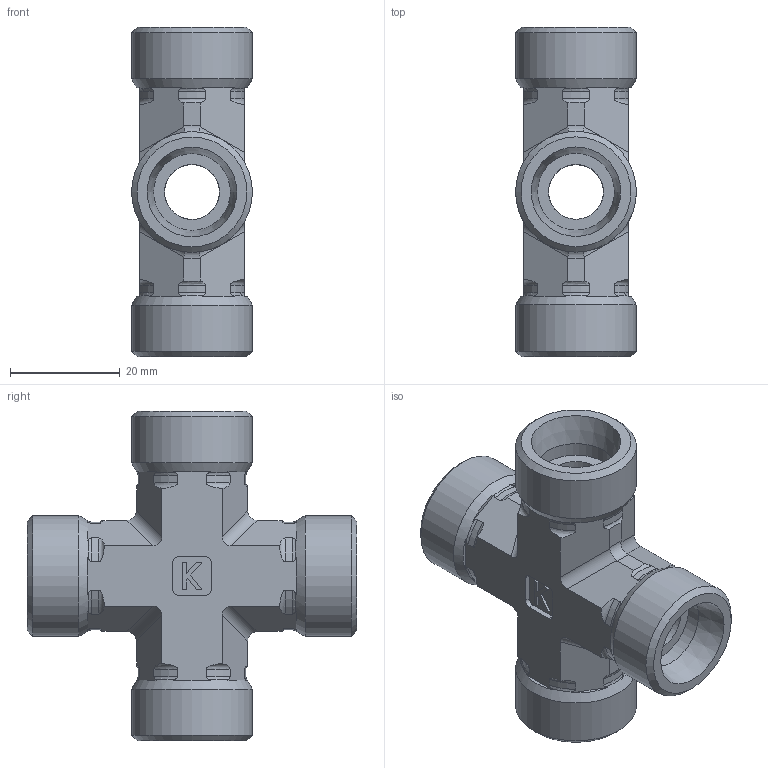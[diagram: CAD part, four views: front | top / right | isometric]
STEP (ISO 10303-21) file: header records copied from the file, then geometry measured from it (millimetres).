
FILE_DESCRIPTION((''),'2;1');
FILE_NAME('4931422.stp','2014-09-18T14:33:15',(''),('KNOMI spol. s r. o.'),'Autodesk Inventor 2012','Autodesk Inventor 2012','');
FILE_SCHEMA(('AUTOMOTIVE_DESIGN { 1 2 10303 214 0 1 1 1 }'));
Length unit declared in the file: millimetre
Products named in the file (1): KS3 14S 4xM22
Bounding box: 22 x 60 x 60 mm (x, y, z)
Volume: 22861.3 mm3; surface area: 11126.2 mm2
Topology: 1 solids, 1 shells, 204 faces, 588 edges, 390 vertices
Faces by surface type: plane 92, cylinder 52, torus 48, cone 12
Full cylindrical faces by diameter (mm): 10 x4, 14 x4, 22 x4
Entity records: 7062 total; most frequent: CARTESIAN_POINT 2039, ORIENTED_EDGE 1096, DIRECTION 990, EDGE_CURVE 548, AXIS2_PLACEMENT_3D 389, VERTEX_POINT 374, EDGE_LOOP 238, VECTOR 212
